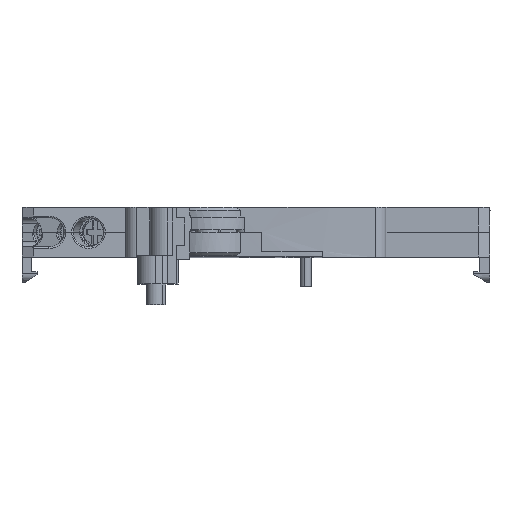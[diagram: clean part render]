
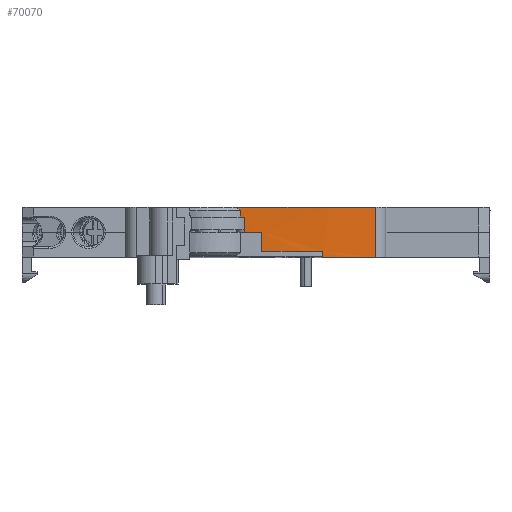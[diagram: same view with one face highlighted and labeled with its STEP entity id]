
A CAD part, top view. The second image highlights one B-rep face of the part: STEP entity #70070.
In plain terms, the highlighted cylindrical face has radius 215 mm (diameter 430 mm), a partial arc.
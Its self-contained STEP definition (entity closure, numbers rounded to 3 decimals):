
#27162=CARTESIAN_POINT('',(99.502,-1.7,-138.85));
#27163=DIRECTION('',(0.,-1.,0.));
#27164=DIRECTION('',(-0.009,0.,1.));
#27165=AXIS2_PLACEMENT_3D('',#27162,#27163,#27164);
#27167=DIRECTION('',(0.,1.,0.));
#27168=VECTOR('',#27167,1.2);
#27169=CARTESIAN_POINT('',(96.802,-1.7,
76.134));
#27170=LINE('',#27169,#27168);
#27175=DIRECTION('',(0.,1.,0.));
#27176=VECTOR('',#27175,8.7);
#27177=CARTESIAN_POINT('',(120.195,-8.7,75.152));
#27178=LINE('',#27177,#27176);
#27179=DIRECTION('',(0.,-1.,0.));
#27180=VECTOR('',#27179,1.1);
#27181=CARTESIAN_POINT('',(111.002,-7.6,75.842));
#27182=LINE('',#27181,#27180);
#27202=CARTESIAN_POINT('',(99.502,-8.7,-138.85));
#27203=DIRECTION('',(0.,-1.,0.));
#27204=DIRECTION('',(0.096,0.,0.995));
#27205=AXIS2_PLACEMENT_3D('',#27202,#27203,#27204);
#27220=CARTESIAN_POINT('',(99.502,-7.6,-138.85));
#27221=DIRECTION('',(0.,-1.,0.));
#27222=DIRECTION('',(0.053,0.,0.999));
#27223=AXIS2_PLACEMENT_3D('',#27220,#27221,#27222);
#27275=DIRECTION('',(0.,1.,0.));
#27276=VECTOR('',#27275,3.3);
#27277=CARTESIAN_POINT('',(100.502,-7.6,76.148));
#27278=LINE('',#27277,#27276);
#27287=CARTESIAN_POINT('',(99.502,-4.3,-138.85));
#27288=DIRECTION('',(0.,-1.,0.));
#27289=DIRECTION('',(0.005,0.,1.));
#27290=AXIS2_PLACEMENT_3D('',#27287,#27288,#27289);
#27471=CARTESIAN_POINT('',(96.802,-0.5,
76.134));
#27472=CARTESIAN_POINT('',(96.729,-0.444,
76.133));
#27473=CARTESIAN_POINT('',(96.585,-0.332,
76.13));
#27474=CARTESIAN_POINT('',(96.365,-0.165,
76.127));
#27475=CARTESIAN_POINT('',(96.216,-0.055,
76.125));
#27476=CARTESIAN_POINT('',(96.142,0.,
76.124));
#27653=CARTESIAN_POINT('',(99.502,0.,-138.85));
#27654=DIRECTION('',(0.,1.,0.));
#27655=DIRECTION('',(-0.016,0.,1.));
#27656=AXIS2_PLACEMENT_3D('',#27653,#27654,#27655);
#60379=DIRECTION('',(0.,1.,0.));
#60380=VECTOR('',#60379,2.6);
#60381=CARTESIAN_POINT('',(97.509,-4.3,76.141));
#60382=LINE('',#60381,#60380);
#60897=CARTESIAN_POINT('',(96.802,-1.7,
76.133));
#60899=VERTEX_POINT('',#60897);
#60917=CARTESIAN_POINT('',(97.509,-1.7,76.141));
#60918=VERTEX_POINT('',#60917);
#60919=CARTESIAN_POINT('',(96.802,-0.5,
76.134));
#60920=VERTEX_POINT('',#60919);
#60925=CARTESIAN_POINT('',(120.195,-8.7,75.152));
#60926=CARTESIAN_POINT('',(111.002,-8.7,75.842));
#60927=VERTEX_POINT('',#60925);
#60928=VERTEX_POINT('',#60926);
#60929=CARTESIAN_POINT('',(120.195,0.,
75.152));
#60930=VERTEX_POINT('',#60929);
#60931=CARTESIAN_POINT('',(96.142,0.,76.124));
#60932=VERTEX_POINT('',#60931);
#60933=CARTESIAN_POINT('',(97.509,-4.3,76.141));
#60934=VERTEX_POINT('',#60933);
#60935=CARTESIAN_POINT('',(100.502,-4.3,76.148));
#60936=VERTEX_POINT('',#60935);
#60937=CARTESIAN_POINT('',(100.502,-7.6,76.148));
#60938=VERTEX_POINT('',#60937);
#60939=CARTESIAN_POINT('',(111.002,-7.6,75.842));
#60940=VERTEX_POINT('',#60939);
#70043=CARTESIAN_POINT('',(99.502,0.174,-138.85));
#70044=DIRECTION('',(0.,-1.,0.));
#70045=DIRECTION('',(1.,0.,0.));
#70046=AXIS2_PLACEMENT_3D('',#70043,#70044,#70045);
#70047=CYLINDRICAL_SURFACE('',#70046,215.);
#70049=ORIENTED_EDGE('',*,*,#70048,.F.);
#70051=ORIENTED_EDGE('',*,*,#70050,.T.);
#70053=ORIENTED_EDGE('',*,*,#70052,.F.);
#70055=ORIENTED_EDGE('',*,*,#70054,.F.);
#70056=ORIENTED_EDGE('',*,*,#70024,.F.);
#70057=ORIENTED_EDGE('',*,*,#70006,.F.);
#70059=ORIENTED_EDGE('',*,*,#70058,.F.);
#70061=ORIENTED_EDGE('',*,*,#70060,.F.);
#70063=ORIENTED_EDGE('',*,*,#70062,.F.);
#70065=ORIENTED_EDGE('',*,*,#70064,.F.);
#70067=ORIENTED_EDGE('',*,*,#70066,.T.);
#70068=EDGE_LOOP('',(#70049,#70051,#70053,#70055,#70056,#70057,#70059,#70061,
#70063,#70065,#70067));
#70069=FACE_OUTER_BOUND('',#70068,.F.);
#70070=ADVANCED_FACE('',(#70069),#70047,.F.);
#27166=CIRCLE('',#27165,215.);
#27206=CIRCLE('',#27205,215.);
#27224=CIRCLE('',#27223,215.);
#27291=CIRCLE('',#27290,215.);
#27477=B_SPLINE_CURVE_WITH_KNOTS('',3,(#27471,#27472,#27473,#27474,#27475,
#27476),.UNSPECIFIED.,.F.,.F.,(4,1,1,4),(0.,0.333,
0.667,1.),.UNSPECIFIED.);
#27657=CIRCLE('',#27656,215.);
#70006=EDGE_CURVE('',#60918,#60899,#27166,.T.);
#70024=EDGE_CURVE('',#60899,#60920,#27170,.T.);
#70048=EDGE_CURVE('',#60927,#60928,#27206,.T.);
#70050=EDGE_CURVE('',#60927,#60930,#27178,.T.);
#70052=EDGE_CURVE('',#60932,#60930,#27657,.T.);
#70054=EDGE_CURVE('',#60920,#60932,#27477,.T.);
#70058=EDGE_CURVE('',#60934,#60918,#60382,.T.);
#70060=EDGE_CURVE('',#60936,#60934,#27291,.T.);
#70062=EDGE_CURVE('',#60938,#60936,#27278,.T.);
#70064=EDGE_CURVE('',#60940,#60938,#27224,.T.);
#70066=EDGE_CURVE('',#60940,#60928,#27182,.T.);
